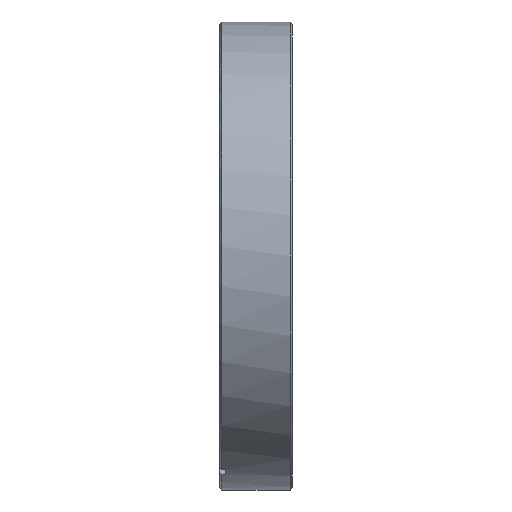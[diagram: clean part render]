
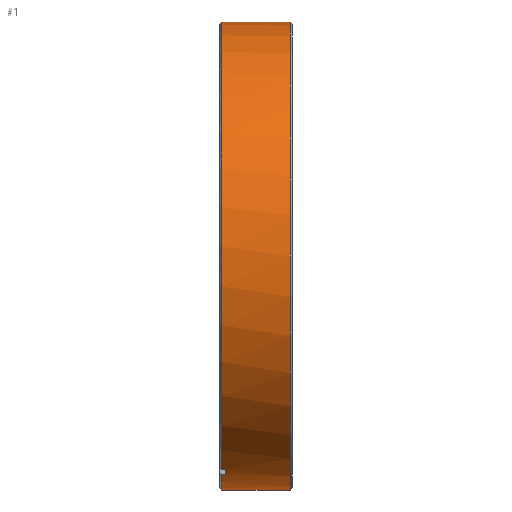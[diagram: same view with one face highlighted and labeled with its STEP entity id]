
A CAD part, left-side view. The second image highlights one B-rep face of the part: STEP entity #1.
In plain terms, the highlighted cylindrical face has radius 56.75 mm (diameter 113.5 mm), a partial arc.
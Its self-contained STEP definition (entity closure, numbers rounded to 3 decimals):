
#1 = ADVANCED_FACE ( 'NONE', ( #1452 ), #1119, .T. ) ;
#32 = VERTEX_POINT ( 'NONE', #1322 ) ;
#53 = DIRECTION ( 'NONE',  ( 0., 0., -1. ) ) ;
#70 = DIRECTION ( 'NONE',  ( 0., 0., -1. ) ) ;
#81 = CARTESIAN_POINT ( 'NONE',  ( 0., -0.5, 0. ) ) ;
#117 = EDGE_LOOP ( 'NONE', ( #300, #1077, #1390, #1243, #1370, #1156, #1762, #1460 ) ) ;
#121 = CIRCLE ( 'NONE', #870, 56.75 ) ;
#173 = EDGE_CURVE ( 'NONE', #32, #346, #1078, .T. ) ;
#256 = VERTEX_POINT ( 'NONE', #1130 ) ;
#300 = ORIENTED_EDGE ( 'NONE', *, *, #1610, .F. ) ;
#311 = AXIS2_PLACEMENT_3D ( 'NONE', #847, #1056, #53 ) ;
#312 = DIRECTION ( 'NONE',  ( 0., -1., 0. ) ) ;
#346 = VERTEX_POINT ( 'NONE', #622 ) ;
#353 = DIRECTION ( 'NONE',  ( 0., 1., 0. ) ) ;
#431 = CARTESIAN_POINT ( 'NONE',  ( 0., -24.574, 0. ) ) ;
#446 = DIRECTION ( 'NONE',  ( 0., 0., 1. ) ) ;
#458 = EDGE_CURVE ( 'NONE', #32, #256, #762, .T. ) ;
#466 = DIRECTION ( 'NONE',  ( 0., 0., -1. ) ) ;
#554 = VERTEX_POINT ( 'NONE', #604 ) ;
#596 = VERTEX_POINT ( 'NONE', #658 ) ;
#604 = CARTESIAN_POINT ( 'NONE',  ( 0., -0.5, 56.75 ) ) ;
#622 = CARTESIAN_POINT ( 'NONE',  ( -20.324, -0.5, -52.986 ) ) ;
#654 = DIRECTION ( 'NONE',  ( 0., -1., 0. ) ) ;
#658 = CARTESIAN_POINT ( 'NONE',  ( 0., -17., -56.75 ) ) ;
#666 = CARTESIAN_POINT ( 'NONE',  ( 0., -24.574, 56.75 ) ) ;
#758 = DIRECTION ( 'NONE',  ( 0., -1., 0. ) ) ;
#759 = DIRECTION ( 'NONE',  ( 0., 1., 0. ) ) ;
#762 = CIRCLE ( 'NONE', #1735, 56.75 ) ;
#803 = DIRECTION ( 'NONE',  ( 0., 0., 1. ) ) ;
#815 = VERTEX_POINT ( 'NONE', #1012 ) ;
#847 = CARTESIAN_POINT ( 'NONE',  ( 0., -0.5, 0. ) ) ;
#859 = DIRECTION ( 'NONE',  ( 0., 1., 0. ) ) ;
#870 = AXIS2_PLACEMENT_3D ( 'NONE', #1280, #859, #446 ) ;
#897 = EDGE_CURVE ( 'NONE', #346, #1066, #1122, .T. ) ;
#905 = EDGE_CURVE ( 'NONE', #1066, #596, #1756, .T. ) ;
#960 = AXIS2_PLACEMENT_3D ( 'NONE', #81, #1227, #466 ) ;
#1004 = VECTOR ( 'NONE', #353, 1000. ) ;
#1012 = CARTESIAN_POINT ( 'NONE',  ( -23.096, -0.5, -51.838 ) ) ;
#1025 = VECTOR ( 'NONE', #312, 1000. ) ;
#1026 = EDGE_CURVE ( 'NONE', #596, #1327, #121, .T. ) ;
#1035 = AXIS2_PLACEMENT_3D ( 'NONE', #431, #758, #70 ) ;
#1056 = DIRECTION ( 'NONE',  ( 0., -1., 0. ) ) ;
#1066 = VERTEX_POINT ( 'NONE', #1515 ) ;
#1077 = ORIENTED_EDGE ( 'NONE', *, *, #1375, .T. ) ;
#1078 = LINE ( 'NONE', #1615, #1004 ) ;
#1119 = CYLINDRICAL_SURFACE ( 'NONE', #1035, 56.75 ) ;
#1122 = CIRCLE ( 'NONE', #960, 56.75 ) ;
#1130 = CARTESIAN_POINT ( 'NONE',  ( -23.096, -1.3, -51.838 ) ) ;
#1156 = ORIENTED_EDGE ( 'NONE', *, *, #897, .T. ) ;
#1227 = DIRECTION ( 'NONE',  ( 0., -1., 0. ) ) ;
#1239 = VECTOR ( 'NONE', #1329, 1000. ) ;
#1243 = ORIENTED_EDGE ( 'NONE', *, *, #458, .F. ) ;
#1280 = CARTESIAN_POINT ( 'NONE',  ( 0., -17., 0. ) ) ;
#1282 = LINE ( 'NONE', #1333, #1239 ) ;
#1322 = CARTESIAN_POINT ( 'NONE',  ( -20.324, -1.3, -52.986 ) ) ;
#1327 = VERTEX_POINT ( 'NONE', #1767 ) ;
#1329 = DIRECTION ( 'NONE',  ( 0., -1., 0. ) ) ;
#1333 = CARTESIAN_POINT ( 'NONE',  ( -23.096, -24.574, -51.838 ) ) ;
#1370 = ORIENTED_EDGE ( 'NONE', *, *, #173, .T. ) ;
#1375 = EDGE_CURVE ( 'NONE', #554, #815, #1779, .T. ) ;
#1388 = LINE ( 'NONE', #666, #1389 ) ;
#1389 = VECTOR ( 'NONE', #654, 1000. ) ;
#1390 = ORIENTED_EDGE ( 'NONE', *, *, #1683, .T. ) ;
#1452 = FACE_OUTER_BOUND ( 'NONE', #117, .T. ) ;
#1460 = ORIENTED_EDGE ( 'NONE', *, *, #1026, .T. ) ;
#1515 = CARTESIAN_POINT ( 'NONE',  ( 0., -0.5, -56.75 ) ) ;
#1593 = CARTESIAN_POINT ( 'NONE',  ( 0., -24.574, -56.75 ) ) ;
#1610 = EDGE_CURVE ( 'NONE', #554, #1327, #1388, .T. ) ;
#1615 = CARTESIAN_POINT ( 'NONE',  ( -20.324, -24.574, -52.986 ) ) ;
#1669 = CARTESIAN_POINT ( 'NONE',  ( 0., -1.3, 0. ) ) ;
#1683 = EDGE_CURVE ( 'NONE', #815, #256, #1282, .T. ) ;
#1735 = AXIS2_PLACEMENT_3D ( 'NONE', #1669, #759, #803 ) ;
#1756 = LINE ( 'NONE', #1593, #1025 ) ;
#1762 = ORIENTED_EDGE ( 'NONE', *, *, #905, .T. ) ;
#1767 = CARTESIAN_POINT ( 'NONE',  ( 0., -17., 56.75 ) ) ;
#1779 = CIRCLE ( 'NONE', #311, 56.75 ) ;
